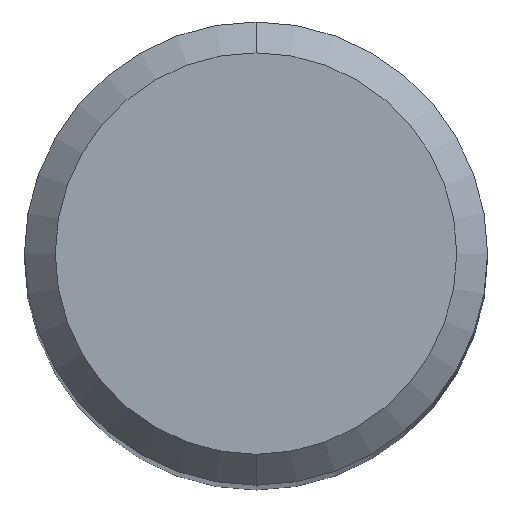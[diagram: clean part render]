
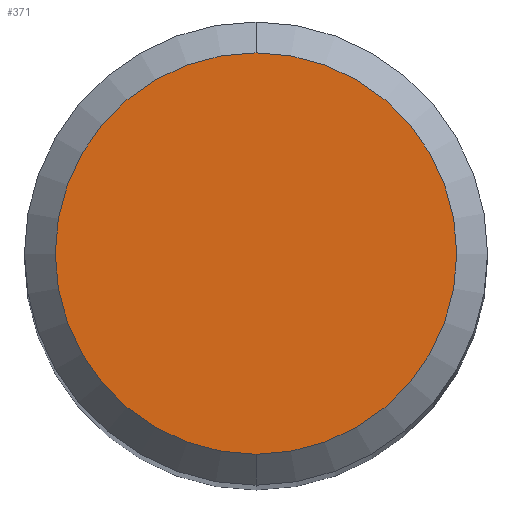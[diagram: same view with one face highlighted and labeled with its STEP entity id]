
A CAD part, top view. The second image highlights one B-rep face of the part: STEP entity #371.
In plain terms, the highlighted planar face has unit normal (0, 0, 1).
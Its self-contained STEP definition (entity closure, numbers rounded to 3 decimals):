
#207=EDGE_CURVE('',#233,#237,#502,.T.);
#229=EDGE_CURVE('',#237,#233,#525,.T.);
#233=VERTEX_POINT('',#530);
#237=VERTEX_POINT('',#534);
#371=ADVANCED_FACE('',(#680),#681,.T.);
#502=CIRCLE('',#833,2.6);
#525=CIRCLE('',#891,2.6);
#530=CARTESIAN_POINT('',(0.0,2.6,0.0));
#534=CARTESIAN_POINT('',(0.,-2.6,0.0));
#680=FACE_OUTER_BOUND('',#1186,.T.);
#681=PLANE('',#1187);
#833=AXIS2_PLACEMENT_3D('',#1417,#1418,#1419);
#891=AXIS2_PLACEMENT_3D('',#1453,#1454,#1455);
#1186=EDGE_LOOP('',(#1613,#1614));
#1187=AXIS2_PLACEMENT_3D('',#1615,#1616,#1617);
#1417=CARTESIAN_POINT('',(0.0,0.0,0.0));
#1418=DIRECTION('',(0.0,0.0,-1.0));
#1419=DIRECTION('',(0.0,1.0,0.0));
#1453=CARTESIAN_POINT('',(0.0,0.0,0.0));
#1454=DIRECTION('',(0.0,0.0,-1.0));
#1455=DIRECTION('',(0.0,1.0,0.0));
#1613=ORIENTED_EDGE('',*,*,#207,.F.);
#1614=ORIENTED_EDGE('',*,*,#229,.F.);
#1615=CARTESIAN_POINT('',(0.0,1.3,0.0));
#1616=DIRECTION('',(-0.0,0.0,1.0));
#1617=DIRECTION('',(0.0,-1.0,0.0));
